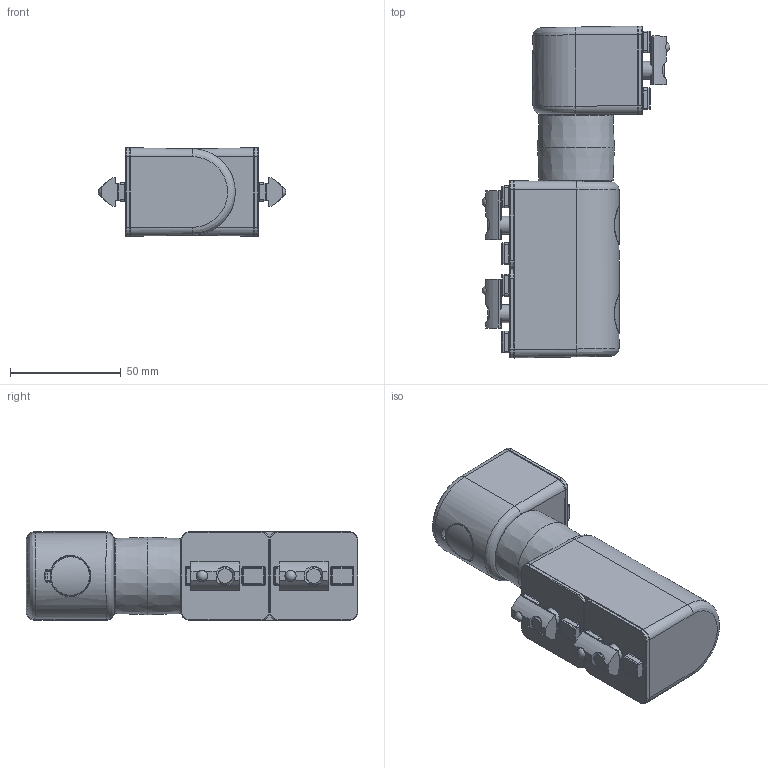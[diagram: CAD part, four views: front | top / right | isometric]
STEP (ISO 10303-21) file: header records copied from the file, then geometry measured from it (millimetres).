
FILE_DESCRIPTION(/* description */ ('KriTec Friktionsgelenk 8 80/40 6 Nm'),/* implementation_level */ '2;1');
FILE_NAME(/* name */ '13833_KriTec_Friktionsgelenk_8_80_40_6_Nm.stp',/* time_stamp */ '2019-10-18T09:29:20+02:00',/* author */ ('jendrek'),/* organization */ (''),/* preprocessor_version */ 'ST-DEVELOPER v17',/* originating_system */ 'Autodesk Inventor 2018',/* authorisation */ '');
FILE_SCHEMA (('AUTOMOTIVE_DESIGN { 1 0 10303 214 3 1 1 }'));
Products named in the file (20): 13833; 061FG___R01-A-TAB_061FG40LR01; 061FG___R01-A-TAB_061FG80LR01; 061FG___R06-A-TAB_061FG40LR06; 061FG___R06-A-TAB_061FG80LR06; 061FG4_R08-A-TAB_061FG40R08; cap screw ISO 4762 M8x45 - 8.8 vz_ISO 4762 M8 ; SCHNORR-Sicherungsscheibe VS 8 FST_093150 - zusammengedrckt; 061FGR09; 061FG4_N__R0_-A-TAB_061FG40N08R03; 09602_-A-TAB_096028-102390; 09602_R01_-A-TAB_096028R01; 340me023_340ME023; 340me007_340ME007; 061FG_R01-A-TAB_061FGLR01 - Winkel fix; 061FGR0_-A-TAB_061FGR02; 061FGR0_-A-TAB_061FGR03; Hexagon head bolt ISO 4017 M6x16 - 12.9_ISO 4017 - M6; 061FGR04_061FGR04; 061FGR05_061FGR05
Assembly tree (33 placements, depth 3):
  13833
    061FG___R01-A-TAB_061FG40LR01
    061FG___R01-A-TAB_061FG80LR01
    061FG___R06-A-TAB_061FG40LR06
    061FG___R06-A-TAB_061FG80LR06
    061FG4_R08-A-TAB_061FG40R08
    cap screw ISO 4762 M8x45 - 8.8 vz_ISO 4762 M8   x3
    SCHNORR-Sicherungsscheibe VS 8 FST_093150 - zusammengedrckt  x3
    061FGR09  x3
    061FG4_N__R0_-A-TAB_061FG40N08R03  x3
    09602_-A-TAB_096028-102390  x3
      09602_R01_-A-TAB_096028R01
      340me023_340ME023
      340me007_340ME007
    061FG_R01-A-TAB_061FGLR01 - Winkel fix
      061FGR0_-A-TAB_061FGR02
      061FGR0_-A-TAB_061FGR03
      Hexagon head bolt ISO 4017 M6x16 - 12.9_ISO 4017 - M6
      061FGR04_061FGR04
      061FGR05_061FGR05  x5
Bounding box: 84.76 x 150 x 40 mm (x, y, z)
Volume: 203741.3 mm3; surface area: 107525 mm2
Topology: 35 solids, 35 shells, 3846 faces, 9436 edges, 5480 vertices
Faces by surface type: bspline 1447, cylinder 1211, plane 659, cone 250, torus 190, sphere 89
Full cylindrical faces by diameter (mm): 5 x1, 5.05 x3, 6 x1, 6.6 x1, 6.8 x3, 8 x3, 8.4 x3, 9 x2, 10 x4, 13 x6, 13.2 x1, 14 x1, 14.2 x1, 14.4 x1, 14.5 x1, 15 x2, 18 x1, 21.99 x1, 22 x5, 28 x4
Entity records: 127660 total; most frequent: CARTESIAN_POINT 69530, ORIENTED_EDGE 12924, DIRECTION 11450, EDGE_CURVE 6462, AXIS2_PLACEMENT_3D 4868, VERTEX_POINT 3810, EDGE_LOOP 2766, FACE_OUTER_BOUND 2704
